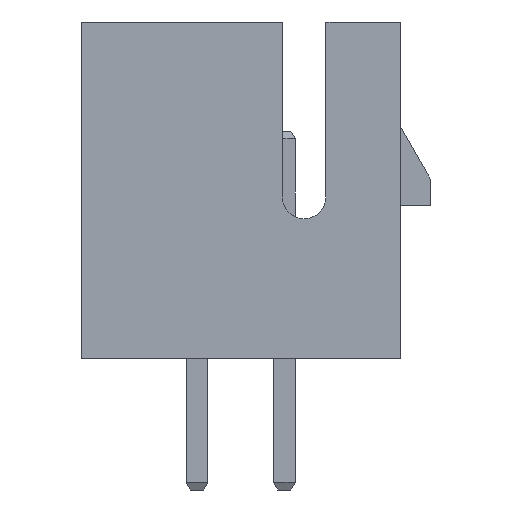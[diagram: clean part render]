
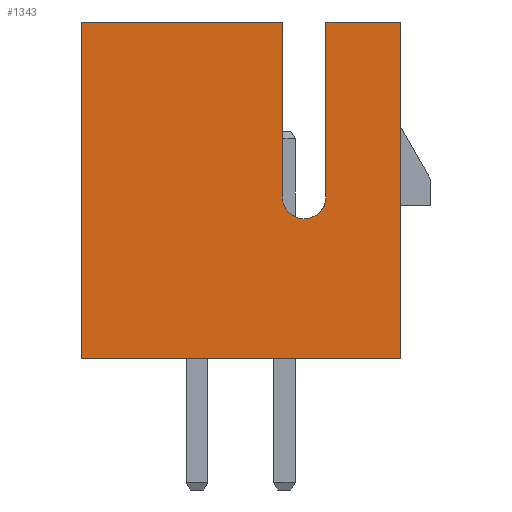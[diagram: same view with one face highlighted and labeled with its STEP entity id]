
A CAD part, left-side view. The second image highlights one B-rep face of the part: STEP entity #1343.
In plain terms, the highlighted planar face has unit normal (-1, 0, 0).
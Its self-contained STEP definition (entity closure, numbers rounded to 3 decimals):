
#135 = EDGE_CURVE ( 'NONE', #4176, #3851, #6186, .T. ) ;
#165 = VECTOR ( 'NONE', #764, 1000. ) ;
#385 = VECTOR ( 'NONE', #2200, 1000. ) ;
#457 = DIRECTION ( 'NONE',  ( 0., 0., 1. ) ) ;
#518 = VERTEX_POINT ( 'NONE', #5787 ) ;
#556 = CARTESIAN_POINT ( 'NONE',  ( -12., -1.95, 0. ) ) ;
#764 = DIRECTION ( 'NONE',  ( 0., 0., 1. ) ) ;
#879 = AXIS2_PLACEMENT_3D ( 'NONE', #2728, #1227, #4773 ) ;
#1106 = VECTOR ( 'NONE', #5930, 1000. ) ;
#1225 = LINE ( 'NONE', #3879, #3052 ) ;
#1227 = DIRECTION ( 'NONE',  ( -1., 0., 0. ) ) ;
#1259 = FACE_OUTER_BOUND ( 'NONE', #2580, .T. ) ;
#1288 = VERTEX_POINT ( 'NONE', #4094 ) ;
#1296 = LINE ( 'NONE', #4408, #1106 ) ;
#1343 = ADVANCED_FACE ( 'NONE', ( #1259 ), #5869, .T. ) ;
#1383 = CARTESIAN_POINT ( 'NONE',  ( -12., 3.65, 7.7 ) ) ;
#1498 = VECTOR ( 'NONE', #457, 1000. ) ;
#1524 = CARTESIAN_POINT ( 'NONE',  ( -12., -1.45, 3.7 ) ) ;
#1551 = EDGE_CURVE ( 'NONE', #4176, #3135, #1225, .T. ) ;
#1628 = EDGE_CURVE ( 'NONE', #518, #3135, #1296, .T. ) ;
#1731 = VECTOR ( 'NONE', #3006, 1000. ) ;
#2034 = DIRECTION ( 'NONE',  ( 0., 0., 1. ) ) ;
#2045 = ORIENTED_EDGE ( 'NONE', *, *, #4476, .T. ) ;
#2134 = DIRECTION ( 'NONE',  ( 0., 0., -1. ) ) ;
#2200 = DIRECTION ( 'NONE',  ( 0., 1., 0. ) ) ;
#2220 = VERTEX_POINT ( 'NONE', #5245 ) ;
#2266 = LINE ( 'NONE', #2703, #165 ) ;
#2456 = ORIENTED_EDGE ( 'NONE', *, *, #1551, .T. ) ;
#2580 = EDGE_LOOP ( 'NONE', ( #3534, #4759, #2045, #3770, #2456, #5829, #6025, #6323 ) ) ;
#2693 = DIRECTION ( 'NONE',  ( 0., -1., 0. ) ) ;
#2703 = CARTESIAN_POINT ( 'NONE',  ( -12., -0.95, 0. ) ) ;
#2728 = CARTESIAN_POINT ( 'NONE',  ( -12., 3.65, 0. ) ) ;
#2762 = AXIS2_PLACEMENT_3D ( 'NONE', #1524, #4165, #2034 ) ;
#2879 = EDGE_CURVE ( 'NONE', #1288, #3433, #5188, .T. ) ;
#2974 = CARTESIAN_POINT ( 'NONE',  ( -12., 3.65, 0. ) ) ;
#3006 = DIRECTION ( 'NONE',  ( 0., 1., 0. ) ) ;
#3037 = EDGE_CURVE ( 'NONE', #2220, #3736, #2266, .T. ) ;
#3052 = VECTOR ( 'NONE', #2693, 1000. ) ;
#3135 = VERTEX_POINT ( 'NONE', #5486 ) ;
#3433 = VERTEX_POINT ( 'NONE', #6034 ) ;
#3534 = ORIENTED_EDGE ( 'NONE', *, *, #3692, .T. ) ;
#3627 = CARTESIAN_POINT ( 'NONE',  ( -12., 3.65, 0. ) ) ;
#3635 = CARTESIAN_POINT ( 'NONE',  ( -12., 3.65, 7.7 ) ) ;
#3692 = EDGE_CURVE ( 'NONE', #3433, #2220, #5015, .T. ) ;
#3736 = VERTEX_POINT ( 'NONE', #5634 ) ;
#3770 = ORIENTED_EDGE ( 'NONE', *, *, #135, .F. ) ;
#3851 = VERTEX_POINT ( 'NONE', #3635 ) ;
#3879 = CARTESIAN_POINT ( 'NONE',  ( -12., 0., 0. ) ) ;
#4094 = CARTESIAN_POINT ( 'NONE',  ( -12., -1.95, 7.7 ) ) ;
#4165 = DIRECTION ( 'NONE',  ( 1., 0., 0. ) ) ;
#4176 = VERTEX_POINT ( 'NONE', #3627 ) ;
#4408 = CARTESIAN_POINT ( 'NONE',  ( -12., -3.65, 0. ) ) ;
#4476 = EDGE_CURVE ( 'NONE', #3736, #3851, #6421, .T. ) ;
#4759 = ORIENTED_EDGE ( 'NONE', *, *, #3037, .T. ) ;
#4773 = DIRECTION ( 'NONE',  ( 0., 0., 1. ) ) ;
#5015 = CIRCLE ( 'NONE', #2762, 0.5 ) ;
#5089 = EDGE_CURVE ( 'NONE', #518, #1288, #6088, .T. ) ;
#5188 = LINE ( 'NONE', #556, #6530 ) ;
#5245 = CARTESIAN_POINT ( 'NONE',  ( -12., -0.95, 3.7 ) ) ;
#5289 = CARTESIAN_POINT ( 'NONE',  ( -12., 3.65, 7.7 ) ) ;
#5486 = CARTESIAN_POINT ( 'NONE',  ( -12., -3.65, 0. ) ) ;
#5634 = CARTESIAN_POINT ( 'NONE',  ( -12., -0.95, 7.7 ) ) ;
#5787 = CARTESIAN_POINT ( 'NONE',  ( -12., -3.65, 7.7 ) ) ;
#5829 = ORIENTED_EDGE ( 'NONE', *, *, #1628, .F. ) ;
#5869 = PLANE ( 'NONE',  #879 ) ;
#5930 = DIRECTION ( 'NONE',  ( 0., 0., -1. ) ) ;
#6025 = ORIENTED_EDGE ( 'NONE', *, *, #5089, .T. ) ;
#6034 = CARTESIAN_POINT ( 'NONE',  ( -12., -1.95, 3.7 ) ) ;
#6088 = LINE ( 'NONE', #1383, #1731 ) ;
#6186 = LINE ( 'NONE', #2974, #1498 ) ;
#6323 = ORIENTED_EDGE ( 'NONE', *, *, #2879, .T. ) ;
#6421 = LINE ( 'NONE', #5289, #385 ) ;
#6530 = VECTOR ( 'NONE', #2134, 1000. ) ;
